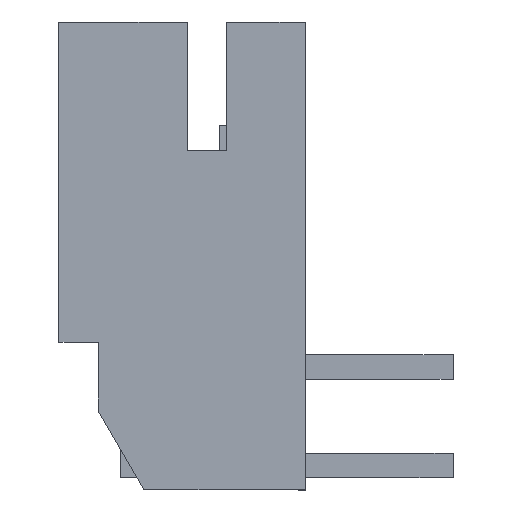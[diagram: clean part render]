
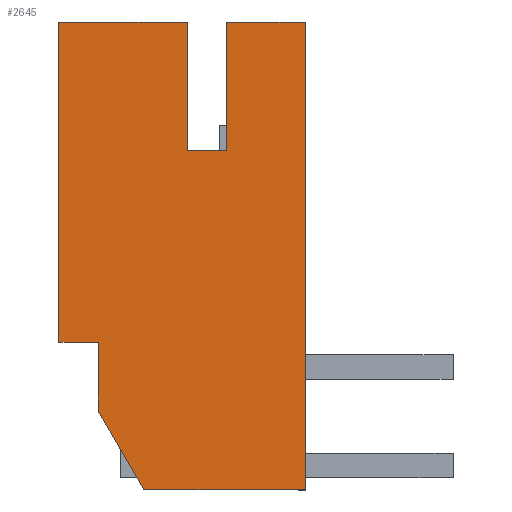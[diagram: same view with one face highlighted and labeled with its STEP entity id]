
A CAD part, left-side view. The second image highlights one B-rep face of the part: STEP entity #2645.
In plain terms, the highlighted planar face has unit normal (-1, 0, 0).
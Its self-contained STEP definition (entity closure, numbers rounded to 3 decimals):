
#944 = VERTEX_POINT ( 'NONE', #5562 ) ;
#977 = VERTEX_POINT ( 'NONE', #5568 ) ;
#980 = EDGE_CURVE ( 'NONE', #944, #977, #5631, .T. ) ;
#1000 = EDGE_CURVE ( 'NONE', #1002, #1023, #5659, .T. ) ;
#1002 = VERTEX_POINT ( 'NONE', #5654 ) ;
#1023 = VERTEX_POINT ( 'NONE', #5681 ) ;
#2506 = VERTEX_POINT ( 'NONE', #10265 ) ;
#2588 = EDGE_CURVE ( 'NONE', #2506, #944, #10400, .T. ) ;
#2599 = EDGE_CURVE ( 'NONE', #2600, #1002, #10445, .T. ) ;
#2600 = VERTEX_POINT ( 'NONE', #10441 ) ;
#2610 = ORIENTED_EDGE ( 'NONE', *, *, #2611, .F. ) ;
#2611 = EDGE_CURVE ( 'NONE', #2612, #977, #10426, .T. ) ;
#2612 = VERTEX_POINT ( 'NONE', #10422 ) ;
#2613 = ORIENTED_EDGE ( 'NONE', *, *, #2614, .T. ) ;
#2614 = EDGE_CURVE ( 'NONE', #2612, #2615, #10421, .T. ) ;
#2615 = VERTEX_POINT ( 'NONE', #10481 ) ;
#2616 = ORIENTED_EDGE ( 'NONE', *, *, #2617, .F. ) ;
#2617 = EDGE_CURVE ( 'NONE', #2600, #2615, #10480, .T. ) ;
#2618 = ORIENTED_EDGE ( 'NONE', *, *, #2599, .T. ) ;
#2619 = ORIENTED_EDGE ( 'NONE', *, *, #1000, .T. ) ;
#2620 = ORIENTED_EDGE ( 'NONE', *, *, #2621, .F. ) ;
#2621 = EDGE_CURVE ( 'NONE', #2622, #1023, #10476, .T. ) ;
#2622 = VERTEX_POINT ( 'NONE', #10472 ) ;
#2634 = EDGE_CURVE ( 'NONE', #2635, #2506, #10516, .T. ) ;
#2635 = VERTEX_POINT ( 'NONE', #10512 ) ;
#2645 = ADVANCED_FACE ( 'NONE', ( #10498 ), #10497, .F. ) ;
#2646 = EDGE_LOOP ( 'NONE', ( #2610, #2613, #2616, #2618, #2619, #2620, #2738, #2740, #2744, #2742, #2743 ) ) ;
#2737 = EDGE_CURVE ( 'NONE', #2635, #2741, #10658, .T. ) ;
#2738 = ORIENTED_EDGE ( 'NONE', *, *, #2739, .F. ) ;
#2739 = EDGE_CURVE ( 'NONE', #2741, #2622, #10654, .T. ) ;
#2740 = ORIENTED_EDGE ( 'NONE', *, *, #2737, .F. ) ;
#2741 = VERTEX_POINT ( 'NONE', #10650 ) ;
#2742 = ORIENTED_EDGE ( 'NONE', *, *, #2588, .T. ) ;
#2743 = ORIENTED_EDGE ( 'NONE', *, *, #980, .T. ) ;
#2744 = ORIENTED_EDGE ( 'NONE', *, *, #2634, .T. ) ;
#5562 = CARTESIAN_POINT ( 'NONE',  ( -10.95, 5., -1.75 ) ) ;
#5568 = CARTESIAN_POINT ( 'NONE',  ( -10.95, 4.2, -1.75 ) ) ;
#5628 = DIRECTION ( 'NONE',  ( 0., -1., 0. ) ) ;
#5629 = VECTOR ( 'NONE', #5628, 1000. ) ;
#5630 = CARTESIAN_POINT ( 'NONE',  ( -10.95, 5., -1.75 ) ) ;
#5631 = LINE ( 'NONE', #5630, #5629 ) ;
#5654 = CARTESIAN_POINT ( 'NONE',  ( -10.95, 0., 4.75 ) ) ;
#5656 = DIRECTION ( 'NONE',  ( 0., 1., 0. ) ) ;
#5657 = VECTOR ( 'NONE', #5656, 1000. ) ;
#5658 = CARTESIAN_POINT ( 'NONE',  ( -10.95, 5., 4.75 ) ) ;
#5659 = LINE ( 'NONE', #5658, #5657 ) ;
#5681 = CARTESIAN_POINT ( 'NONE',  ( -10.95, 1.6, 4.75 ) ) ;
#10265 = CARTESIAN_POINT ( 'NONE',  ( -10.95, 5., 4.75 ) ) ;
#10397 = DIRECTION ( 'NONE',  ( 0., 0., -1. ) ) ;
#10398 = VECTOR ( 'NONE', #10397, 1000. ) ;
#10399 = CARTESIAN_POINT ( 'NONE',  ( -10.95, 5., -1.75 ) ) ;
#10400 = LINE ( 'NONE', #10399, #10398 ) ;
#10421 = LINE ( 'NONE', #10484, #10483 ) ;
#10422 = CARTESIAN_POINT ( 'NONE',  ( -10.95, 4.2, -3.15 ) ) ;
#10423 = DIRECTION ( 'NONE',  ( 0., 0., 1. ) ) ;
#10424 = VECTOR ( 'NONE', #10423, 1000. ) ;
#10425 = CARTESIAN_POINT ( 'NONE',  ( -10.95, 4.2, -4.75 ) ) ;
#10426 = LINE ( 'NONE', #10425, #10424 ) ;
#10441 = CARTESIAN_POINT ( 'NONE',  ( -10.95, 0., -4.75 ) ) ;
#10442 = DIRECTION ( 'NONE',  ( 0., 0., 1. ) ) ;
#10443 = VECTOR ( 'NONE', #10442, 1000. ) ;
#10444 = CARTESIAN_POINT ( 'NONE',  ( -10.95, 0., -1.75 ) ) ;
#10445 = LINE ( 'NONE', #10444, #10443 ) ;
#10472 = CARTESIAN_POINT ( 'NONE',  ( -10.95, 1.6, 2.15 ) ) ;
#10473 = DIRECTION ( 'NONE',  ( 0., 0., 1. ) ) ;
#10474 = VECTOR ( 'NONE', #10473, 1000. ) ;
#10475 = CARTESIAN_POINT ( 'NONE',  ( -10.95, 1.6, 4.75 ) ) ;
#10476 = LINE ( 'NONE', #10475, #10474 ) ;
#10477 = DIRECTION ( 'NONE',  ( 0., 1., 0. ) ) ;
#10478 = VECTOR ( 'NONE', #10477, 1000. ) ;
#10479 = CARTESIAN_POINT ( 'NONE',  ( -10.95, 0., -4.75 ) ) ;
#10480 = LINE ( 'NONE', #10479, #10478 ) ;
#10481 = CARTESIAN_POINT ( 'NONE',  ( -10.95, 3.276, -4.75 ) ) ;
#10482 = DIRECTION ( 'NONE',  ( 0., -0.5, -0.866 ) ) ;
#10483 = VECTOR ( 'NONE', #10482, 1000. ) ;
#10484 = CARTESIAN_POINT ( 'NONE',  ( -10.95, 3.276, -4.75 ) ) ;
#10493 = DIRECTION ( 'NONE',  ( 0., 1., 0. ) ) ;
#10494 = DIRECTION ( 'NONE',  ( 1., 0., 0. ) ) ;
#10495 = CARTESIAN_POINT ( 'NONE',  ( -10.95, 5., 4.75 ) ) ;
#10496 = AXIS2_PLACEMENT_3D ( 'NONE', #10495, #10494, #10493 ) ;
#10497 = PLANE ( 'NONE',  #10496 ) ;
#10498 = FACE_OUTER_BOUND ( 'NONE', #2646, .T. ) ;
#10512 = CARTESIAN_POINT ( 'NONE',  ( -10.95, 2.4, 4.75 ) ) ;
#10513 = DIRECTION ( 'NONE',  ( 0., 1., 0. ) ) ;
#10514 = VECTOR ( 'NONE', #10513, 1000. ) ;
#10515 = CARTESIAN_POINT ( 'NONE',  ( -10.95, 5., 4.75 ) ) ;
#10516 = LINE ( 'NONE', #10515, #10514 ) ;
#10650 = CARTESIAN_POINT ( 'NONE',  ( -10.95, 2.4, 2.15 ) ) ;
#10651 = DIRECTION ( 'NONE',  ( 0., -1., 0. ) ) ;
#10652 = VECTOR ( 'NONE', #10651, 1000. ) ;
#10653 = CARTESIAN_POINT ( 'NONE',  ( -10.95, 2.4, 2.15 ) ) ;
#10654 = LINE ( 'NONE', #10653, #10652 ) ;
#10655 = DIRECTION ( 'NONE',  ( 0., 0., -1. ) ) ;
#10656 = VECTOR ( 'NONE', #10655, 1000. ) ;
#10657 = CARTESIAN_POINT ( 'NONE',  ( -10.95, 2.4, 4.75 ) ) ;
#10658 = LINE ( 'NONE', #10657, #10656 ) ;
